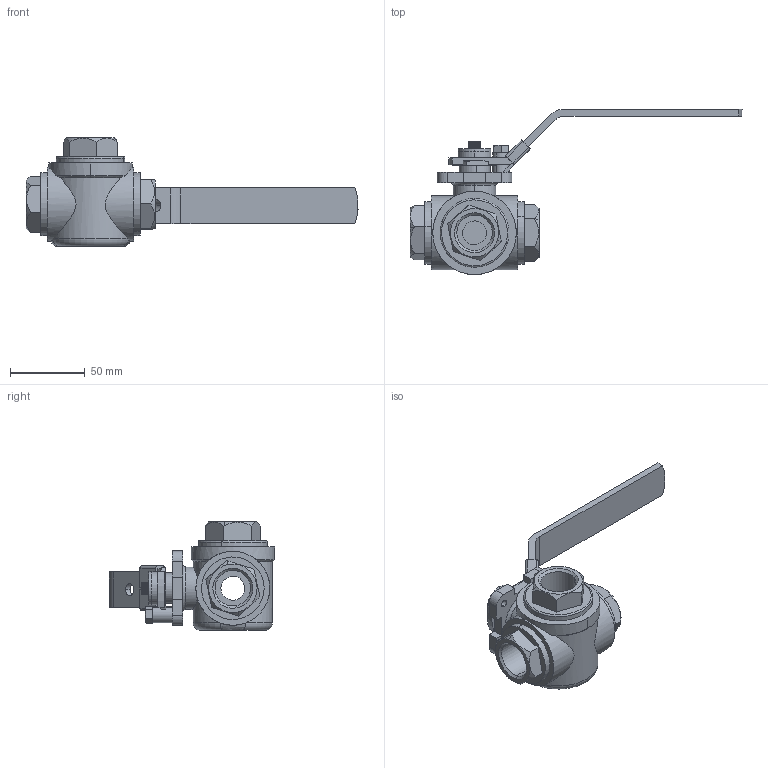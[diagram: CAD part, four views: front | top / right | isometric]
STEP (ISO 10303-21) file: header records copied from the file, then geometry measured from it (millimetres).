
FILE_DESCRIPTION((''),'2;1');
FILE_NAME('DN20_ASM','2015-02-13T',('Administrator'),(''),'PRO/ENGINEER BY PARAMETRIC TECHNOLOGY CORPORATION, 2011080','PRO/ENGINEER BY PARAMETRIC TECHNOLOGY CORPORATION, 2011080','');
FILE_SCHEMA(('CONFIG_CONTROL_DESIGN'));
Length unit declared in the file: millimetre
Products named in the file (14): PRT0071; PRT0072; PRT0073; PRT0074; PRT0075; PRT0076; PRT0077; PRT0078; PRT0079; PRT0080; PRT0081; PRT0082; PRT0083; DN20_ASM
Assembly tree (14 placements, depth 2):
  DN20_ASM
    PRT0071
    PRT0072
    PRT0073
    PRT0074
    PRT0075
    PRT0076
    PRT0077
    PRT0078
    PRT0079
    PRT0080
    PRT0081
    PRT0082  x2
    PRT0083
Bounding box: 222.71 x 110.8 x 73.05 mm (x, y, z)
Volume: 89562.3 mm3; surface area: 75241.1 mm2
Topology: 13 solids, 14 shells, 415 faces, 1062 edges, 694 vertices
Faces by surface type: plane 228, cylinder 151, cone 25, torus 9, bspline 2
Entity records: 13365 total; most frequent: CARTESIAN_POINT 3579, ORIENTED_EDGE 1991, DIRECTION 1978, EDGE_CURVE 1000, AXIS2_PLACEMENT_3D 722, VERTEX_POINT 654, VECTOR 534, LINE 534
